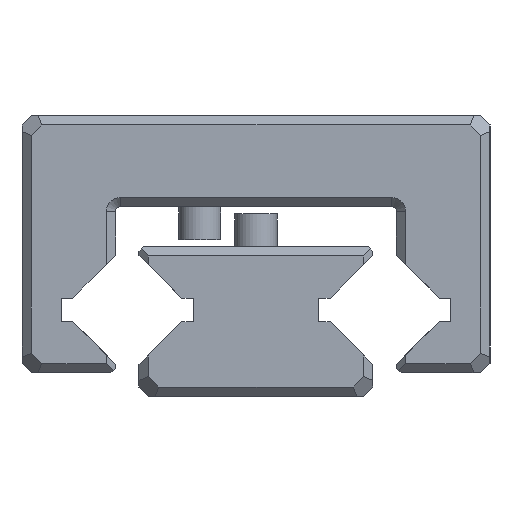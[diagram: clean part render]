
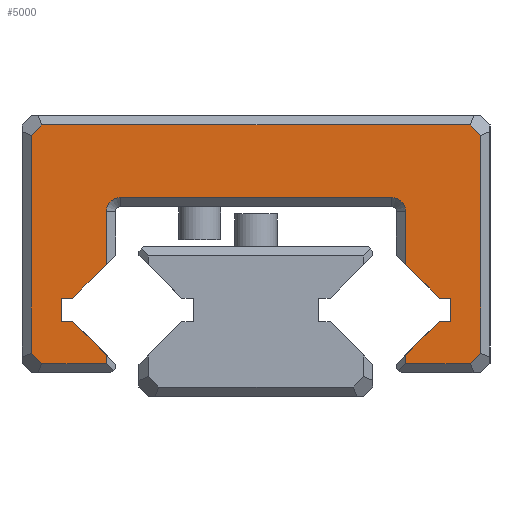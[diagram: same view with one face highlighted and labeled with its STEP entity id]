
A CAD part, left-side view. The second image highlights one B-rep face of the part: STEP entity #5000.
In plain terms, the highlighted planar face has unit normal (-1, 0, 0).
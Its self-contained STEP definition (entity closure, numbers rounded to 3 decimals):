
#4247=CIRCLE('',#17591,0.3);
#4248=CIRCLE('',#17592,0.3);
#4322=FACE_OUTER_BOUND('',#6496,.T.);
#5000=ADVANCED_FACE('',(#4322),#5736,.F.);
#5736=PLANE('',#17593);
#6496=EDGE_LOOP('',(#10795,#10796,#10797,#10798,#10799,#10800,#10801,#10802,
#10803,#10804,#10805,#10806,#10807,#10808,#10809,#10810,#10811,#10812,#10813,
#10814,#10815,#10816,#10817,#10818,#10819,#10820));
#7604=LINE('',#22345,#9068);
#7606=LINE('',#22349,#9070);
#7609=LINE('',#22355,#9073);
#7612=LINE('',#22361,#9076);
#7615=LINE('',#22367,#9079);
#7632=LINE('',#22413,#9096);
#7636=LINE('',#22421,#9100);
#7639=LINE('',#22427,#9103);
#7642=LINE('',#22433,#9106);
#7648=LINE('',#22445,#9112);
#7681=LINE('',#22526,#9145);
#7682=LINE('',#22529,#9146);
#7683=LINE('',#22531,#9147);
#7684=LINE('',#22533,#9148);
#7685=LINE('',#22535,#9149);
#7686=LINE('',#22537,#9150);
#7687=LINE('',#22539,#9151);
#7688=LINE('',#22541,#9152);
#7689=LINE('',#22543,#9153);
#7690=LINE('',#22544,#9154);
#7691=LINE('',#22548,#9155);
#7692=LINE('',#22552,#9156);
#7693=LINE('',#22553,#9157);
#7694=LINE('',#22555,#9158);
#9068=VECTOR('',#18525,1.);
#9070=VECTOR('',#18529,1.);
#9073=VECTOR('',#18534,1.);
#9076=VECTOR('',#18539,1.);
#9079=VECTOR('',#18544,1.);
#9096=VECTOR('',#18579,1.);
#9100=VECTOR('',#18585,1.);
#9103=VECTOR('',#18590,1.);
#9106=VECTOR('',#18595,1.);
#9112=VECTOR('',#18603,1.);
#9145=VECTOR('',#18660,1.);
#9146=VECTOR('',#18661,1.);
#9147=VECTOR('',#18662,1.);
#9148=VECTOR('',#18663,1.);
#9149=VECTOR('',#18664,1.);
#9150=VECTOR('',#18665,1.);
#9151=VECTOR('',#18666,1.);
#9152=VECTOR('',#18667,1.);
#9153=VECTOR('',#18668,1.);
#9154=VECTOR('',#18669,1.);
#9155=VECTOR('',#18672,1.);
#9156=VECTOR('',#18675,1.);
#9157=VECTOR('',#18676,1.);
#9158=VECTOR('',#18677,1.);
#10795=ORIENTED_EDGE('',*,*,#15859,.T.);
#10796=ORIENTED_EDGE('',*,*,#15860,.T.);
#10797=ORIENTED_EDGE('',*,*,#15861,.T.);
#10798=ORIENTED_EDGE('',*,*,#15862,.T.);
#10799=ORIENTED_EDGE('',*,*,#15863,.T.);
#10800=ORIENTED_EDGE('',*,*,#15864,.T.);
#10801=ORIENTED_EDGE('',*,*,#15865,.T.);
#10802=ORIENTED_EDGE('',*,*,#15866,.T.);
#10803=ORIENTED_EDGE('',*,*,#15867,.T.);
#10804=ORIENTED_EDGE('',*,*,#15819,.F.);
#10805=ORIENTED_EDGE('',*,*,#15813,.F.);
#10806=ORIENTED_EDGE('',*,*,#15810,.F.);
#10807=ORIENTED_EDGE('',*,*,#15807,.F.);
#10808=ORIENTED_EDGE('',*,*,#15803,.F.);
#10809=ORIENTED_EDGE('',*,*,#15868,.T.);
#10810=ORIENTED_EDGE('',*,*,#15869,.T.);
#10811=ORIENTED_EDGE('',*,*,#15870,.T.);
#10812=ORIENTED_EDGE('',*,*,#15871,.T.);
#10813=ORIENTED_EDGE('',*,*,#15872,.T.);
#10814=ORIENTED_EDGE('',*,*,#15781,.F.);
#10815=ORIENTED_EDGE('',*,*,#15778,.F.);
#10816=ORIENTED_EDGE('',*,*,#15775,.F.);
#10817=ORIENTED_EDGE('',*,*,#15772,.F.);
#10818=ORIENTED_EDGE('',*,*,#15770,.F.);
#10819=ORIENTED_EDGE('',*,*,#15873,.T.);
#10820=ORIENTED_EDGE('',*,*,#15874,.T.);
#14487=VERTEX_POINT('',#22344);
#14488=VERTEX_POINT('',#22346);
#14489=VERTEX_POINT('',#22350);
#14491=VERTEX_POINT('',#22356);
#14493=VERTEX_POINT('',#22362);
#14495=VERTEX_POINT('',#22368);
#14514=VERTEX_POINT('',#22412);
#14515=VERTEX_POINT('',#22414);
#14518=VERTEX_POINT('',#22422);
#14520=VERTEX_POINT('',#22428);
#14522=VERTEX_POINT('',#22434);
#14527=VERTEX_POINT('',#22446);
#14563=VERTEX_POINT('',#22527);
#14564=VERTEX_POINT('',#22528);
#14565=VERTEX_POINT('',#22530);
#14566=VERTEX_POINT('',#22532);
#14567=VERTEX_POINT('',#22534);
#14568=VERTEX_POINT('',#22536);
#14569=VERTEX_POINT('',#22538);
#14570=VERTEX_POINT('',#22540);
#14571=VERTEX_POINT('',#22542);
#14572=VERTEX_POINT('',#22545);
#14573=VERTEX_POINT('',#22547);
#14574=VERTEX_POINT('',#22549);
#14575=VERTEX_POINT('',#22551);
#14576=VERTEX_POINT('',#22554);
#15770=EDGE_CURVE('',#14487,#14488,#7604,.T.);
#15772=EDGE_CURVE('',#14488,#14489,#7606,.T.);
#15775=EDGE_CURVE('',#14489,#14491,#7609,.T.);
#15778=EDGE_CURVE('',#14491,#14493,#7612,.T.);
#15781=EDGE_CURVE('',#14493,#14495,#7615,.T.);
#15803=EDGE_CURVE('',#14514,#14515,#7632,.T.);
#15807=EDGE_CURVE('',#14515,#14518,#7636,.T.);
#15810=EDGE_CURVE('',#14518,#14520,#7639,.T.);
#15813=EDGE_CURVE('',#14520,#14522,#7642,.T.);
#15819=EDGE_CURVE('',#14522,#14527,#7648,.T.);
#15859=EDGE_CURVE('',#14563,#14564,#7681,.T.);
#15860=EDGE_CURVE('',#14564,#14565,#7682,.T.);
#15861=EDGE_CURVE('',#14565,#14566,#7683,.T.);
#15862=EDGE_CURVE('',#14566,#14567,#7684,.T.);
#15863=EDGE_CURVE('',#14567,#14568,#7685,.T.);
#15864=EDGE_CURVE('',#14568,#14569,#7686,.T.);
#15865=EDGE_CURVE('',#14569,#14570,#7687,.T.);
#15866=EDGE_CURVE('',#14570,#14571,#7688,.T.);
#15867=EDGE_CURVE('',#14571,#14527,#7689,.T.);
#15868=EDGE_CURVE('',#14514,#14572,#7690,.T.);
#15869=EDGE_CURVE('',#14572,#14573,#4247,.T.);
#15870=EDGE_CURVE('',#14573,#14574,#7691,.T.);
#15871=EDGE_CURVE('',#14574,#14575,#4248,.T.);
#15872=EDGE_CURVE('',#14575,#14495,#7692,.T.);
#15873=EDGE_CURVE('',#14487,#14576,#7693,.T.);
#15874=EDGE_CURVE('',#14576,#14563,#7694,.T.);
#17591=AXIS2_PLACEMENT_3D('',#22546,#18670,#18671);
#17592=AXIS2_PLACEMENT_3D('',#22550,#18673,#18674);
#17593=AXIS2_PLACEMENT_3D('',#22556,#18678,#18679);
#18525=DIRECTION('',(0.,-0.707,0.707));
#18529=DIRECTION('',(0.,-1.,0.));
#18534=DIRECTION('',(0.,0.,1.));
#18539=DIRECTION('',(0.,1.,0.));
#18544=DIRECTION('',(0.,0.707,0.707));
#18579=DIRECTION('',(0.,0.707,-0.707));
#18585=DIRECTION('',(0.,1.,0.));
#18590=DIRECTION('',(0.,0.,-1.));
#18595=DIRECTION('',(0.,-1.,0.));
#18603=DIRECTION('',(0.,-0.707,-0.707));
#18660=DIRECTION('',(0.,-0.707,0.707));
#18661=DIRECTION('',(0.,0.,1.));
#18662=DIRECTION('',(0.,0.707,0.707));
#18663=DIRECTION('',(0.,1.,0.));
#18664=DIRECTION('',(0.,0.707,-0.707));
#18665=DIRECTION('',(0.,0.,-1.));
#18666=DIRECTION('',(0.,-0.707,-0.707));
#18667=DIRECTION('',(0.,-1.,0.));
#18668=DIRECTION('',(0.,0.,1.));
#18669=DIRECTION('',(0.,0.,1.));
#18670=DIRECTION('',(1.,0.,0.));
#18671=DIRECTION('',(0.,0.,-1.));
#18672=DIRECTION('',(0.,-1.,0.));
#18673=DIRECTION('',(1.,0.,0.));
#18674=DIRECTION('',(0.,0.,-1.));
#18675=DIRECTION('',(0.,0.,-1.));
#18676=DIRECTION('',(0.,0.,-1.));
#18677=DIRECTION('',(0.,-1.,0.));
#18678=DIRECTION('',(1.,0.,0.));
#18679=DIRECTION('',(0.,0.,1.));
#22344=CARTESIAN_POINT('',(-25.,-3.2,0.886));
#22345=CARTESIAN_POINT('',(-25.,-3.,0.686));
#22346=CARTESIAN_POINT('',(-25.,-3.914,1.6));
#22349=CARTESIAN_POINT('',(-25.,-3.914,1.6));
#22350=CARTESIAN_POINT('',(-25.,-4.164,1.6));
#22355=CARTESIAN_POINT('',(-25.,-4.164,1.85));
#22356=CARTESIAN_POINT('',(-25.,-4.164,2.1));
#22361=CARTESIAN_POINT('',(-25.,-4.164,2.1));
#22362=CARTESIAN_POINT('',(-25.,-3.914,2.1));
#22367=CARTESIAN_POINT('',(-25.,-3.914,2.1));
#22368=CARTESIAN_POINT('',(-25.,-3.2,2.814));
#22412=CARTESIAN_POINT('',(-25.,3.2,2.814));
#22413=CARTESIAN_POINT('',(-25.,3.,3.014));
#22414=CARTESIAN_POINT('',(-25.,3.914,2.1));
#22421=CARTESIAN_POINT('',(-25.,3.914,2.1));
#22422=CARTESIAN_POINT('',(-25.,4.164,2.1));
#22427=CARTESIAN_POINT('',(-25.,4.164,1.85));
#22428=CARTESIAN_POINT('',(-25.,4.164,1.6));
#22433=CARTESIAN_POINT('',(-25.,4.164,1.6));
#22434=CARTESIAN_POINT('',(-25.,3.914,1.6));
#22445=CARTESIAN_POINT('',(-25.,3.914,1.6));
#22446=CARTESIAN_POINT('',(-25.,3.2,0.886));
#22526=CARTESIAN_POINT('',(-25.,-4.788,0.912));
#22527=CARTESIAN_POINT('',(-25.,-4.576,0.7));
#22528=CARTESIAN_POINT('',(-25.,-4.8,0.924));
#22529=CARTESIAN_POINT('',(-25.,-4.8,0.));
#22530=CARTESIAN_POINT('',(-25.,-4.8,5.576));
#22531=CARTESIAN_POINT('',(-25.,-4.588,5.788));
#22532=CARTESIAN_POINT('',(-25.,-4.576,5.8));
#22533=CARTESIAN_POINT('',(-25.,0.,5.8));
#22534=CARTESIAN_POINT('',(-25.,4.576,5.8));
#22535=CARTESIAN_POINT('',(-25.,4.788,5.588));
#22536=CARTESIAN_POINT('',(-25.,4.8,5.576));
#22537=CARTESIAN_POINT('',(-25.,4.8,0.));
#22538=CARTESIAN_POINT('',(-25.,4.8,0.924));
#22539=CARTESIAN_POINT('',(-25.,4.588,0.712));
#22540=CARTESIAN_POINT('',(-25.,4.576,0.7));
#22541=CARTESIAN_POINT('',(-25.,0.,0.7));
#22542=CARTESIAN_POINT('',(-25.,3.2,0.7));
#22543=CARTESIAN_POINT('',(-25.,3.2,0.));
#22544=CARTESIAN_POINT('',(-25.,3.2,0.));
#22545=CARTESIAN_POINT('',(-25.,3.2,3.95));
#22546=CARTESIAN_POINT('',(-25.,2.9,3.95));
#22547=CARTESIAN_POINT('',(-25.,2.9,4.25));
#22548=CARTESIAN_POINT('',(-25.,0.,4.25));
#22549=CARTESIAN_POINT('',(-25.,-2.9,4.25));
#22550=CARTESIAN_POINT('',(-25.,-2.9,3.95));
#22551=CARTESIAN_POINT('',(-25.,-3.2,3.95));
#22552=CARTESIAN_POINT('',(-25.,-3.2,0.));
#22553=CARTESIAN_POINT('',(-25.,-3.2,0.));
#22554=CARTESIAN_POINT('',(-25.,-3.2,0.7));
#22555=CARTESIAN_POINT('',(-25.,0.,0.7));
#22556=CARTESIAN_POINT('',(-25.,0.,0.));
